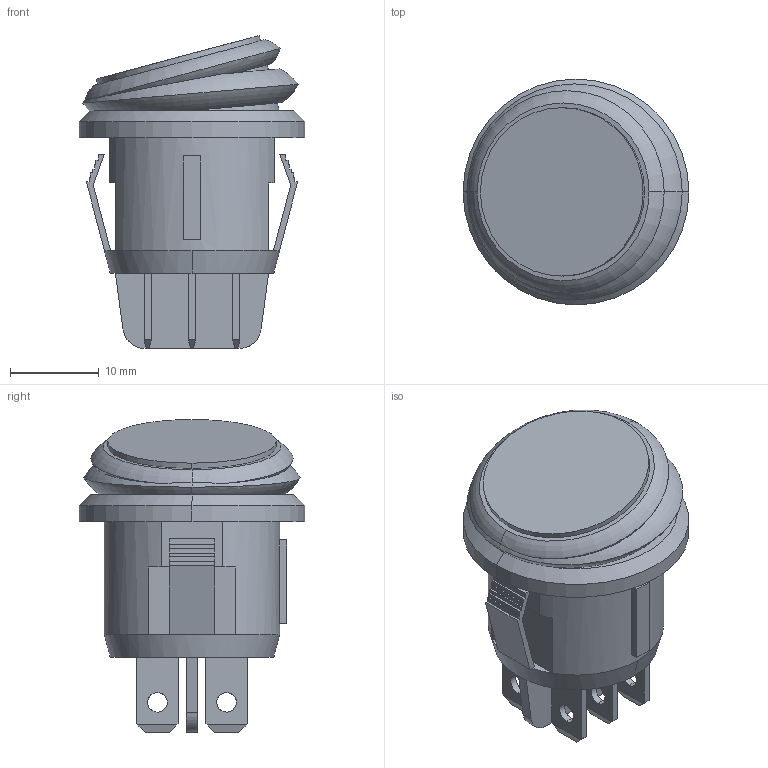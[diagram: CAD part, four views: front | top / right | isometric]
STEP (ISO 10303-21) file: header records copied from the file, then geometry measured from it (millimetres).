
FILE_DESCRIPTION (( 'STEP AP214' ), '1' );
FILE_NAME ('46956.STEP', '2016-12-24T18:38:58', ( '' ), ( '' ), 'SwSTEP 2.0', 'SolidWorks 2016', '' );
FILE_SCHEMA (( 'AUTOMOTIVE_DESIGN' ));
Length unit declared in the file: millimetre
Products named in the file (1): 46956
Bounding box: 25.48 x 25.48 x 35.31 mm (x, y, z)
Volume: 8778.6 mm3; surface area: 3825.5 mm2
Topology: 1 solids, 1 shells, 159 faces, 425 edges, 278 vertices
Faces by surface type: plane 120, cylinder 27, torus 8, cone 4
Entity records: 7396 total; most frequent: CARTESIAN_POINT 1673, ORIENTED_EDGE 850, DIRECTION 749, EDGE_CURVE 425, LINE 321, VECTOR 321, VERTEX_POINT 278, AXIS2_PLACEMENT_3D 214
